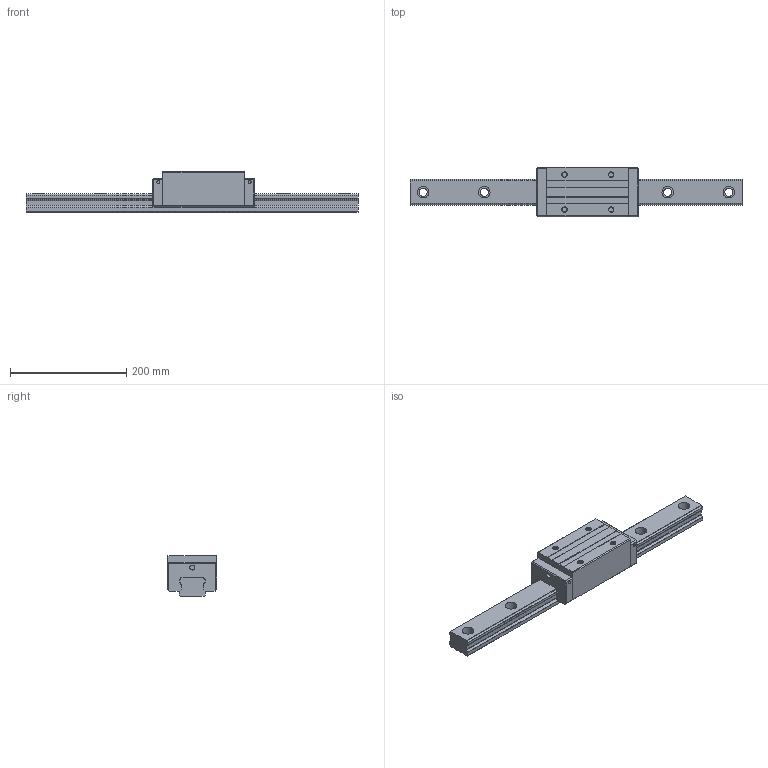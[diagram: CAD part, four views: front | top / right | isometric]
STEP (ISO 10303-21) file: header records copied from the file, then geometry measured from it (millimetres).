
FILE_DESCRIPTION(/* description */ (''),/* implementation_level */ '2;1');
FILE_NAME(/* name */ 'TRH45VE.stp',/* time_stamp */ '2012-09-20T19:26:57+08:00',/* author */ (''),/* organization */ (''),/* preprocessor_version */ 'ST-DEVELOPER v11',/* originating_system */ 'SIEMENS UGS NX 6.0',/* authorisation */ '');
FILE_SCHEMA (('CONFIG_CONTROL_DESIGN'));
Length unit declared in the file: millimetre
Products named in the file (1): darrF1B2nbvj
Bounding box: 570 x 85.5 x 70 mm (x, y, z)
Volume: 1405833.1 mm3; surface area: 169922.5 mm2
Topology: 2 solids, 2 shells, 176 faces, 518 edges, 362 vertices
Faces by surface type: plane 102, cylinder 62, bspline 12
Full cylindrical faces by diameter (mm): 5.2 x4, 8.48 x2, 14 x6, 20 x6
Entity records: 13585 total; most frequent: CARTESIAN_POINT 9121, ORIENTED_EDGE 976, DIRECTION 784, EDGE_CURVE 488, VERTEX_POINT 344, AXIS2_PLACEMENT_3D 291, EDGE_LOOP 216, LINE 202
